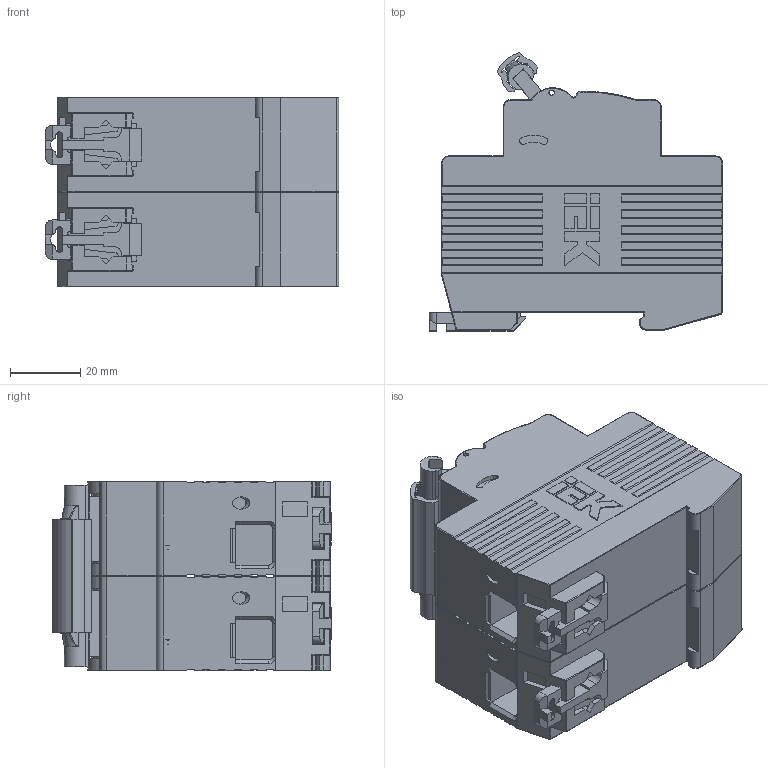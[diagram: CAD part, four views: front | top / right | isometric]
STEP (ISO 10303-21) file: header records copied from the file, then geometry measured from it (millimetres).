
FILE_DESCRIPTION (( 'STEP AP214' ), '1' );
FILE_NAME ('01.01.04.01 ÂÀ 47-100 õ-êà Ñ 2Ð.STEP', '2017-03-13T11:03:43', ( '' ), ( '' ), 'SwSTEP 2.0', 'SolidWorks 2014', '' );
FILE_SCHEMA (( 'AUTOMOTIVE_DESIGN' ));
Length unit declared in the file: millimetre
Products named in the file (1): 01.01.04.01 ÂÀ 47-100 õ-êà Ñ 2Ð
Bounding box: 83.5 x 79.17 x 54 mm (x, y, z)
Volume: 233713.8 mm3; surface area: 45524.6 mm2
Topology: 4 solids, 24 shells, 1357 faces, 3588 edges, 2312 vertices
Faces by surface type: plane 882, cylinder 343, bspline 54, sphere 28, torus 26, cone 24
Full cylindrical faces by diameter (mm): 1 x8, 1.06 x8, 1.1 x4, 1.5 x4, 2 x2, 3.5 x2, 7 x4
Entity records: 57142 total; most frequent: CARTESIAN_POINT 9488, ORIENTED_EDGE 6948, DIRECTION 6438, EDGE_CURVE 3474, LINE 2602, VECTOR 2602, VERTEX_POINT 2278, AXIS2_PLACEMENT_3D 1918
